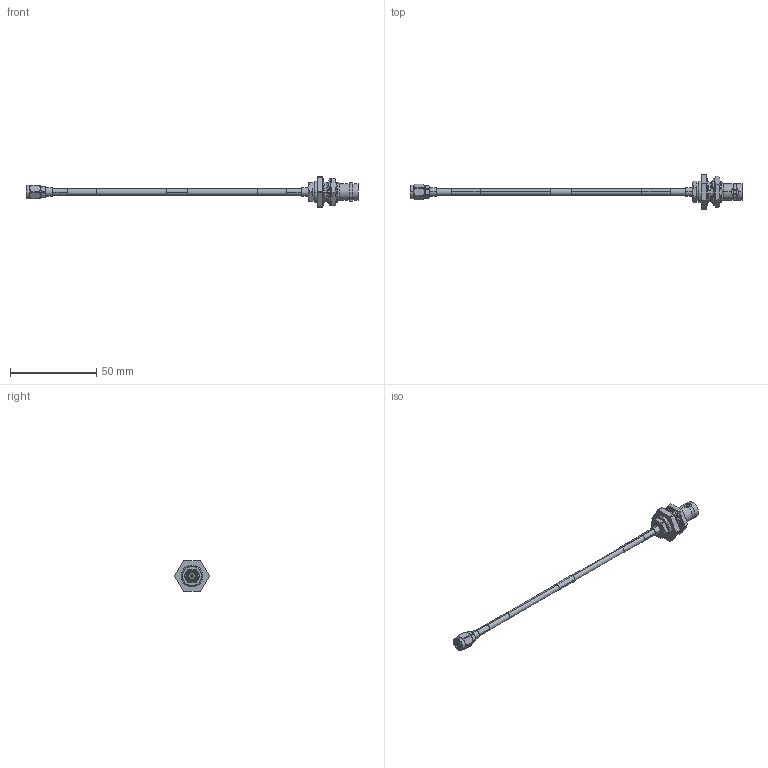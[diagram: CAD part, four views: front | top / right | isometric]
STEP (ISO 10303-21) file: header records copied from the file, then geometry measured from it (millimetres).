
FILE_DESCRIPTION (( 'STEP AP214' ), '1' );
FILE_NAME ('LCCA30467_3D.STEP', '2020-04-17T18:15:28', ( '' ), ( '' ), 'SwSTEP 2.0', 'SolidWorks 2018', '' );
FILE_SCHEMA (( 'AUTOMOTIVE_DESIGN' ));
Length unit declared in the file: inch
Products named in the file (5): LCCA30467_3D; LC141TBJ (141 Formable with HeatShrink); LCCN3065; LCCN3043; 1AW01-003_.152 ID
Assembly tree (6 placements, depth 2):
  LCCA30467_3D
    LC141TBJ (141 Formable with HeatShrink)
    LCCN3043
    LCCN3065
    1AW01-003_.152 ID  x3
Bounding box: 192.4 x 19.93 x 17.5 mm (x, y, z)
Volume: 4993.1 mm3; surface area: 7771.3 mm2
Topology: 11 solids, 11 shells, 407 faces, 1062 edges, 700 vertices
Faces by surface type: cylinder 154, plane 106, bspline 73, cone 68, torus 6
Entity records: 23537 total; most frequent: CARTESIAN_POINT 13232, ORIENTED_EDGE 2076, DIRECTION 1626, EDGE_CURVE 1038, VERTEX_POINT 684, AXIS2_PLACEMENT_3D 663, EDGE_LOOP 430, FACE_OUTER_BOUND 395
